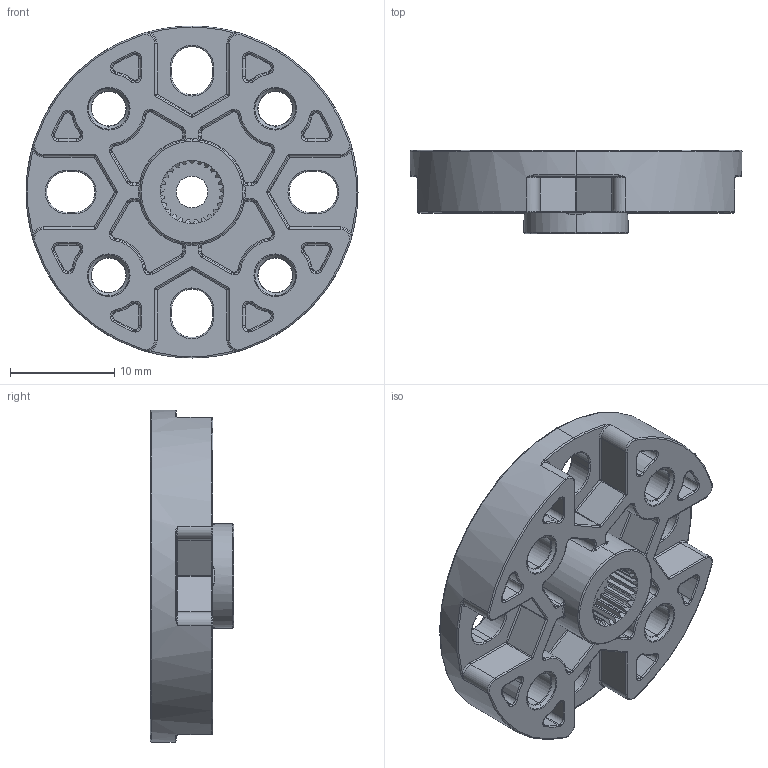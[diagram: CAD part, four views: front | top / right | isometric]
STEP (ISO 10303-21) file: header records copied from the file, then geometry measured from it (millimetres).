
FILE_DESCRIPTION (( 'STEP AP203' ), '1' );
FILE_NAME ('1921-0025-0032.STEP', '2021-11-16T16:55:27', ( '' ), ( '' ), 'SwSTEP 2.0', 'SolidWorks 2016', '' );
FILE_SCHEMA (( 'CONFIG_CONTROL_DESIGN' ));
Length unit declared in the file: millimetre
Products named in the file (1): 1921-0025-0032
Bounding box: 31.9 x 8 x 31.9 mm (x, y, z)
Volume: 3152 mm3; surface area: 3318.1 mm2
Topology: 1 solids, 1 shells, 1106 faces, 2763 edges, 1672 vertices
Faces by surface type: plane 281, cylinder 272, bspline 251, torus 248, cone 41, sphere 13
Entity records: 35102 total; most frequent: CARTESIAN_POINT 10061, ORIENTED_EDGE 5456, DIRECTION 4855, EDGE_CURVE 2728, AXIS2_PLACEMENT_3D 1857, VERTEX_POINT 1671, EDGE_LOOP 1171, LINE 1141
